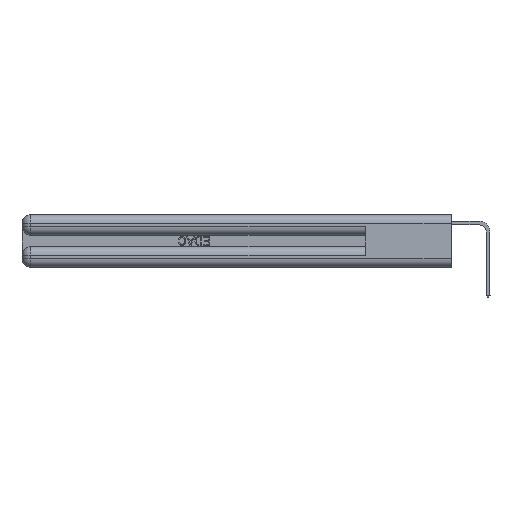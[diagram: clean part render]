
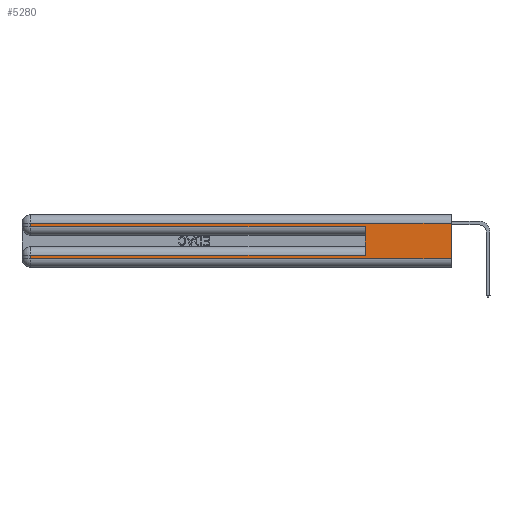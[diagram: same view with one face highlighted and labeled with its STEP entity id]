
A CAD part, left-side view. The second image highlights one B-rep face of the part: STEP entity #5280.
In plain terms, the highlighted planar face has unit normal (-1, 0, 0).
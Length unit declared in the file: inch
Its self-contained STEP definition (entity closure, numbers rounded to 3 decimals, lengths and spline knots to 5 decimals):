
#1297 = VERTEX_POINT ( 'NONE', #29917 ) ;
#3160 = DIRECTION ( 'NONE',  ( 0., 0., -1. ) ) ;
#3328 = LINE ( 'NONE', #24491, #5629 ) ;
#3696 = VECTOR ( 'NONE', #28362, 39.37008 ) ;
#4451 = VECTOR ( 'NONE', #12824, 39.37008 ) ;
#5275 = AXIS2_PLACEMENT_3D ( 'NONE', #16172, #29681, #12804 ) ;
#5280 = ADVANCED_FACE ( 'NONE', ( #32161 ), #18133, .F. ) ;
#5541 = CARTESIAN_POINT ( 'NONE',  ( 0., 2.94, 0.285 ) ) ;
#5629 = VECTOR ( 'NONE', #3160, 39.37008 ) ;
#6865 = EDGE_CURVE ( 'NONE', #1297, #34816, #28223, .T. ) ;
#6881 = ORIENTED_EDGE ( 'NONE', *, *, #14772, .F. ) ;
#7061 = CARTESIAN_POINT ( 'NONE',  ( 0., 0., 0.31 ) ) ;
#8554 = VERTEX_POINT ( 'NONE', #12549 ) ;
#9313 = CARTESIAN_POINT ( 'NONE',  ( 0., 0., 0.37 ) ) ;
#9548 = LINE ( 'NONE', #34075, #34154 ) ;
#11498 = ORIENTED_EDGE ( 'NONE', *, *, #30575, .T. ) ;
#12236 = CARTESIAN_POINT ( 'NONE',  ( 0., 2.94, 0.37 ) ) ;
#12405 = DIRECTION ( 'NONE',  ( 0., 0., -1. ) ) ;
#12549 = CARTESIAN_POINT ( 'NONE',  ( 0., 0., 0.06 ) ) ;
#12804 = DIRECTION ( 'NONE',  ( 0., 0., -1. ) ) ;
#12824 = DIRECTION ( 'NONE',  ( 0., -1., 0. ) ) ;
#13616 = CARTESIAN_POINT ( 'NONE',  ( 0., 2.94, 0.085 ) ) ;
#14716 = VECTOR ( 'NONE', #30708, 39.37008 ) ;
#14772 = EDGE_CURVE ( 'NONE', #22522, #8554, #33307, .T. ) ;
#15035 = LINE ( 'NONE', #17014, #3696 ) ;
#15607 = EDGE_CURVE ( 'NONE', #34816, #17721, #15035, .T. ) ;
#16172 = CARTESIAN_POINT ( 'NONE',  ( 0., 0., 0.37 ) ) ;
#16931 = VERTEX_POINT ( 'NONE', #28052 ) ;
#17014 = CARTESIAN_POINT ( 'NONE',  ( 0., 0., 0.285 ) ) ;
#17379 = LINE ( 'NONE', #7061, #14716 ) ;
#17721 = VERTEX_POINT ( 'NONE', #32784 ) ;
#17810 = CARTESIAN_POINT ( 'NONE',  ( 0., 0., 0.06 ) ) ;
#18133 = PLANE ( 'NONE',  #5275 ) ;
#18703 = VECTOR ( 'NONE', #19844, 39.37008 ) ;
#19148 = ORIENTED_EDGE ( 'NONE', *, *, #24861, .F. ) ;
#19844 = DIRECTION ( 'NONE',  ( 0., 1., 0. ) ) ;
#19979 = ORIENTED_EDGE ( 'NONE', *, *, #21764, .T. ) ;
#20190 = ORIENTED_EDGE ( 'NONE', *, *, #22425, .T. ) ;
#21764 = EDGE_CURVE ( 'NONE', #34469, #8554, #34346, .T. ) ;
#21808 = VECTOR ( 'NONE', #22447, 39.37008 ) ;
#22425 = EDGE_CURVE ( 'NONE', #16931, #26453, #22511, .T. ) ;
#22447 = DIRECTION ( 'NONE',  ( 0., 0., -1. ) ) ;
#22511 = LINE ( 'NONE', #31060, #18703 ) ;
#22522 = VERTEX_POINT ( 'NONE', #23561 ) ;
#23561 = CARTESIAN_POINT ( 'NONE',  ( 0., 0., 0.31 ) ) ;
#24491 = CARTESIAN_POINT ( 'NONE',  ( 0., 2.94, 0.37 ) ) ;
#24861 = EDGE_CURVE ( 'NONE', #16931, #17721, #9548, .T. ) ;
#24933 = EDGE_LOOP ( 'NONE', ( #6881, #11498, #26578, #34747, #19148, #20190, #27276, #19979 ) ) ;
#26226 = VECTOR ( 'NONE', #12405, 39.37008 ) ;
#26453 = VERTEX_POINT ( 'NONE', #13616 ) ;
#26578 = ORIENTED_EDGE ( 'NONE', *, *, #6865, .T. ) ;
#27276 = ORIENTED_EDGE ( 'NONE', *, *, #30488, .T. ) ;
#28052 = CARTESIAN_POINT ( 'NONE',  ( 0., 0.6, 0.085 ) ) ;
#28223 = LINE ( 'NONE', #12236, #26226 ) ;
#28362 = DIRECTION ( 'NONE',  ( 0., -1., 0. ) ) ;
#28722 = DIRECTION ( 'NONE',  ( 0., 0., 1. ) ) ;
#29281 = CARTESIAN_POINT ( 'NONE',  ( 0., 2.94, 0.06 ) ) ;
#29681 = DIRECTION ( 'NONE',  ( 1., 0., 0. ) ) ;
#29917 = CARTESIAN_POINT ( 'NONE',  ( 0., 2.94, 0.31 ) ) ;
#30488 = EDGE_CURVE ( 'NONE', #26453, #34469, #3328, .T. ) ;
#30575 = EDGE_CURVE ( 'NONE', #22522, #1297, #17379, .T. ) ;
#30708 = DIRECTION ( 'NONE',  ( 0., 1., 0. ) ) ;
#31060 = CARTESIAN_POINT ( 'NONE',  ( 0., 0., 0.085 ) ) ;
#32161 = FACE_OUTER_BOUND ( 'NONE', #24933, .T. ) ;
#32784 = CARTESIAN_POINT ( 'NONE',  ( 0., 0.6, 0.285 ) ) ;
#33307 = LINE ( 'NONE', #9313, #21808 ) ;
#34075 = CARTESIAN_POINT ( 'NONE',  ( 0., 0.6, 0.145 ) ) ;
#34154 = VECTOR ( 'NONE', #28722, 39.37008 ) ;
#34346 = LINE ( 'NONE', #17810, #4451 ) ;
#34469 = VERTEX_POINT ( 'NONE', #29281 ) ;
#34747 = ORIENTED_EDGE ( 'NONE', *, *, #15607, .T. ) ;
#34816 = VERTEX_POINT ( 'NONE', #5541 ) ;
